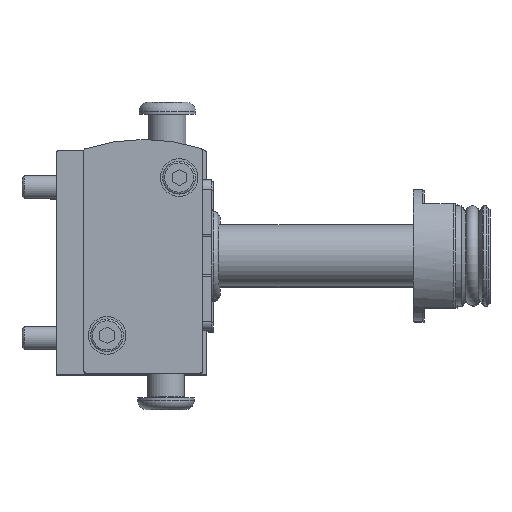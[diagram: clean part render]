
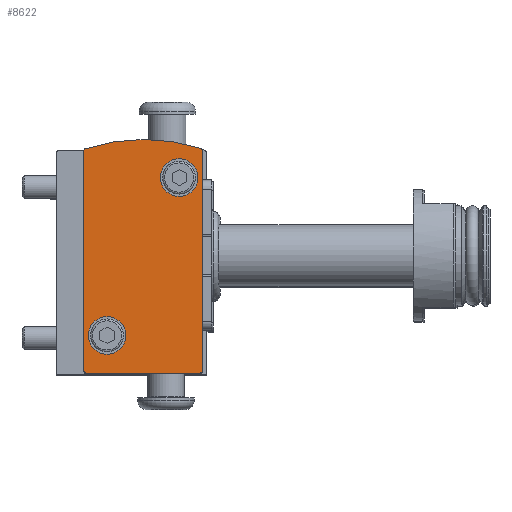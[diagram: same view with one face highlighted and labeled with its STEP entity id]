
A CAD part, top view. The second image highlights one B-rep face of the part: STEP entity #8622.
In plain terms, the highlighted planar face has unit normal (0, 0, 1).
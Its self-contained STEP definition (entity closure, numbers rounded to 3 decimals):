
#124=PLANE('',#9152);
#424=LINE('',#11842,#979);
#517=LINE('',#12126,#1072);
#520=LINE('',#12136,#1075);
#979=VECTOR('',#9869,1000.);
#1072=VECTOR('',#10086,1000.);
#1075=VECTOR('',#10097,1000.);
#1800=ORIENTED_EDGE('',*,*,#3427,.T.);
#1801=ORIENTED_EDGE('',*,*,#3428,.T.);
#1802=ORIENTED_EDGE('',*,*,#3417,.T.);
#1803=ORIENTED_EDGE('',*,*,#3419,.T.);
#1804=ORIENTED_EDGE('',*,*,#3421,.T.);
#1805=ORIENTED_EDGE('',*,*,#3424,.T.);
#1806=ORIENTED_EDGE('',*,*,#3425,.T.);
#1807=ORIENTED_EDGE('',*,*,#3277,.T.);
#1808=ORIENTED_EDGE('',*,*,#3426,.T.);
#1809=ORIENTED_EDGE('',*,*,#3173,.T.);
#3173=EDGE_CURVE('',#4012,#4011,#4601,.T.);
#3277=EDGE_CURVE('',#4108,#4107,#424,.T.);
#3417=EDGE_CURVE('',#4011,#4235,#4703,.T.);
#3419=EDGE_CURVE('',#4235,#4236,#517,.T.);
#3421=EDGE_CURVE('',#4236,#4237,#4704,.T.);
#3424=EDGE_CURVE('',#4237,#4239,#520,.T.);
#3425=EDGE_CURVE('',#4239,#4108,#4706,.T.);
#3426=EDGE_CURVE('',#4107,#4012,#4707,.T.);
#3427=EDGE_CURVE('',#4240,#4240,#4708,.T.);
#3428=EDGE_CURVE('',#4241,#4241,#4709,.T.);
#4011=VERTEX_POINT('',#11597);
#4012=VERTEX_POINT('',#11599);
#4107=VERTEX_POINT('',#11841);
#4108=VERTEX_POINT('',#11843);
#4235=VERTEX_POINT('',#12121);
#4236=VERTEX_POINT('',#12125);
#4237=VERTEX_POINT('',#12129);
#4239=VERTEX_POINT('',#12135);
#4240=VERTEX_POINT('',#12143);
#4241=VERTEX_POINT('',#12145);
#4601=CIRCLE('',#9017,39.5);
#4703=CIRCLE('',#9142,0.5);
#4704=CIRCLE('',#9145,0.5);
#4706=CIRCLE('',#9149,0.5);
#4707=CIRCLE('',#9151,0.5);
#4708=CIRCLE('',#9153,4.);
#4709=CIRCLE('',#9154,4.);
#4922=EDGE_LOOP('',(#1800));
#4923=EDGE_LOOP('',(#1801));
#4924=EDGE_LOOP('',(#1802,#1803,#1804,#1805,#1806,#1807,#1808,#1809));
#5483=FACE_BOUND('',#4922,.T.);
#5484=FACE_BOUND('',#4923,.T.);
#5485=FACE_BOUND('',#4924,.T.);
#8622=ADVANCED_FACE('',(#5483,#5484,#5485),#124,.T.);
#9017=AXIS2_PLACEMENT_3D('',#11598,#9698,#9699);
#9142=AXIS2_PLACEMENT_3D('',#12122,#10081,#10082);
#9145=AXIS2_PLACEMENT_3D('',#12130,#10090,#10091);
#9149=AXIS2_PLACEMENT_3D('',#12138,#10100,#10101);
#9151=AXIS2_PLACEMENT_3D('',#12140,#10104,#10105);
#9152=AXIS2_PLACEMENT_3D('',#12141,#10106,#10107);
#9153=AXIS2_PLACEMENT_3D('',#12142,#10108,#10109);
#9154=AXIS2_PLACEMENT_3D('',#12144,#10110,#10111);
#9698=DIRECTION('',(0.,0.,1.));
#9699=DIRECTION('',(1.,0.,0.));
#9869=DIRECTION('',(0.,1.,0.));
#10081=DIRECTION('',(0.,0.,1.));
#10082=DIRECTION('',(1.,0.,0.));
#10086=DIRECTION('',(0.,-1.,0.));
#10090=DIRECTION('',(0.,0.,1.));
#10091=DIRECTION('',(1.,0.,0.));
#10097=DIRECTION('',(1.,0.,0.));
#10100=DIRECTION('',(0.,0.,1.));
#10101=DIRECTION('',(1.,0.,0.));
#10104=DIRECTION('',(0.,0.,1.));
#10105=DIRECTION('',(1.,0.,0.));
#10106=DIRECTION('',(0.,0.,1.));
#10107=DIRECTION('',(1.,0.,0.));
#10108=DIRECTION('',(0.,0.,-1.));
#10109=DIRECTION('',(-1.,0.,0.));
#10110=DIRECTION('',(0.,0.,-1.));
#10111=DIRECTION('',(-1.,0.,0.));
#11597=CARTESIAN_POINT('',(-12.407,47.801,84.));
#11598=CARTESIAN_POINT('',(0.,10.3,84.));
#11599=CARTESIAN_POINT('',(12.103,47.9,84.));
#11841=CARTESIAN_POINT('',(12.45,47.424,84.));
#11842=CARTESIAN_POINT('',(12.45,0.7,84.));
#11843=CARTESIAN_POINT('',(12.45,0.7,84.));
#12121=CARTESIAN_POINT('',(-12.75,47.326,84.));
#12122=CARTESIAN_POINT('',(-12.25,47.326,84.));
#12125=CARTESIAN_POINT('',(-12.75,0.7,84.));
#12126=CARTESIAN_POINT('',(-12.75,47.326,84.));
#12129=CARTESIAN_POINT('',(-12.25,0.2,84.));
#12130=CARTESIAN_POINT('',(-12.25,0.7,84.));
#12135=CARTESIAN_POINT('',(11.95,0.2,84.));
#12136=CARTESIAN_POINT('',(-12.25,0.2,84.));
#12138=CARTESIAN_POINT('',(11.95,0.7,84.));
#12140=CARTESIAN_POINT('',(11.95,47.424,84.));
#12141=CARTESIAN_POINT('',(-12.25,47.326,84.));
#12142=CARTESIAN_POINT('',(-7.8,8.2,84.));
#12143=CARTESIAN_POINT('',(-11.8,8.2,84.));
#12144=CARTESIAN_POINT('',(7.5,41.7,84.));
#12145=CARTESIAN_POINT('',(3.5,41.7,84.));
